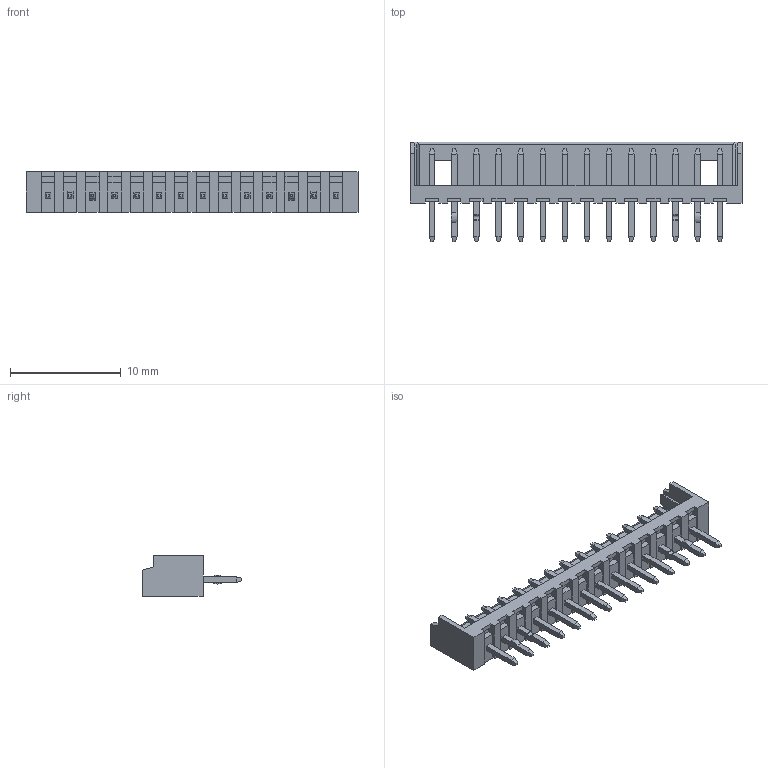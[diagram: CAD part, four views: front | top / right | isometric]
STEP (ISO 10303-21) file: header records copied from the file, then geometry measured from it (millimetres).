
FILE_DESCRIPTION((''),'2;1');
FILE_NAME('532531470','2019-09-13T',('gga'),(''),'PRO/ENGINEER BY PARAMETRIC TECHNOLOGY CORPORATION, 2016010','PRO/ENGINEER BY PARAMETRIC TECHNOLOGY CORPORATION, 2016010','');
FILE_SCHEMA(('CONFIG_CONTROL_DESIGN'));
Length unit declared in the file: millimetre
Products named in the file (1): 532531470
Bounding box: 30 x 9 x 3.65 mm (x, y, z)
Volume: 238.4 mm3; surface area: 851.8 mm2
Topology: 1 solids, 1 shells, 453 faces, 1175 edges, 750 vertices
Faces by surface type: plane 437, cylinder 16
Entity records: 13454 total; most frequent: CARTESIAN_POINT 2351, ORIENTED_EDGE 2294, DIRECTION 2143, EDGE_CURVE 1147, VECTOR 1115, LINE 1115, VERTEX_POINT 722, AXIS2_PLACEMENT_3D 514
